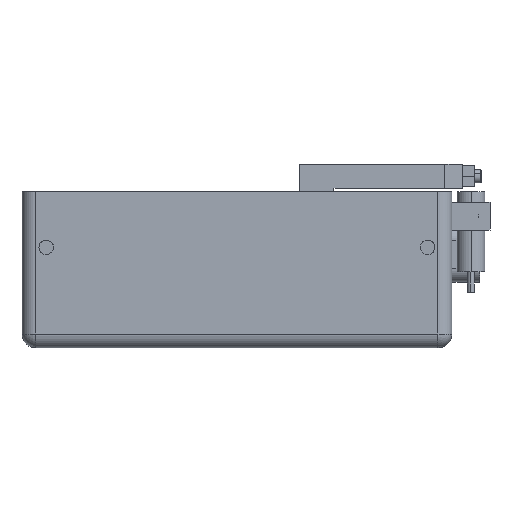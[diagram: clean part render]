
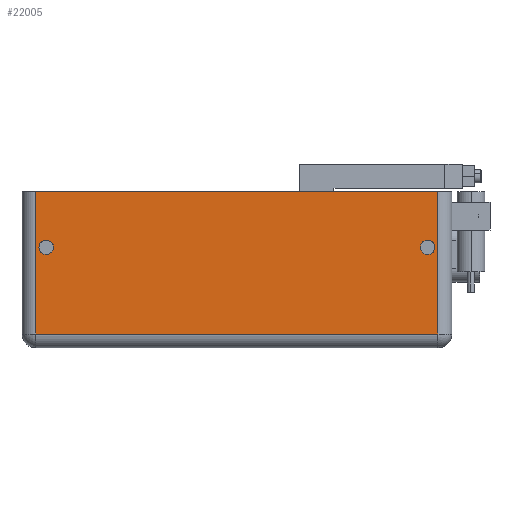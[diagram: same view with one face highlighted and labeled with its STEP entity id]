
A CAD part, left-side view. The second image highlights one B-rep face of the part: STEP entity #22005.
In plain terms, the highlighted planar face has unit normal (-1, 0, 0).
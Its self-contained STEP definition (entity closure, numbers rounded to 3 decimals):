
#796 = VERTEX_POINT ( 'NONE', #4415 ) ;
#1905 = CARTESIAN_POINT ( 'NONE',  ( -96.762, 55.748, 189. ) ) ;
#2127 = CARTESIAN_POINT ( 'NONE',  ( -96.762, -60.252, 189. ) ) ;
#2460 = EDGE_CURVE ( 'NONE', #18981, #16280, #23600, .T. ) ;
#2561 = ORIENTED_EDGE ( 'NONE', *, *, #12325, .F. ) ;
#2684 = ORIENTED_EDGE ( 'NONE', *, *, #2460, .F. ) ;
#3362 = ORIENTED_EDGE ( 'NONE', *, *, #32433, .F. ) ;
#3518 = LINE ( 'NONE', #18612, #24258 ) ;
#4415 = CARTESIAN_POINT ( 'NONE',  ( -96.762, -57.252, 170.9 ) ) ;
#5432 = EDGE_LOOP ( 'NONE', ( #3362, #2684 ) ) ;
#5572 = ORIENTED_EDGE ( 'NONE', *, *, #25688, .F. ) ;
#5670 = ORIENTED_EDGE ( 'NONE', *, *, #17254, .T. ) ;
#6184 = CARTESIAN_POINT ( 'NONE',  ( -96.762, -60.252, 189. ) ) ;
#6885 = DIRECTION ( 'NONE',  ( 0., 0., 1. ) ) ;
#7018 = DIRECTION ( 'NONE',  ( 0., 0., 1. ) ) ;
#7034 = DIRECTION ( 'NONE',  ( 0., 1., 0. ) ) ;
#7144 = PLANE ( 'NONE',  #32144 ) ;
#7288 = VERTEX_POINT ( 'NONE', #29827 ) ;
#7631 = EDGE_LOOP ( 'NONE', ( #21663, #5670, #17794, #18206 ) ) ;
#7942 = DIRECTION ( 'NONE',  ( 0., -1., 0. ) ) ;
#7954 = CIRCLE ( 'NONE', #12408, 2.1 ) ;
#8348 = VERTEX_POINT ( 'NONE', #26992 ) ;
#9066 = EDGE_LOOP ( 'NONE', ( #2561, #5572 ) ) ;
#9072 = CIRCLE ( 'NONE', #18999, 2.1 ) ;
#9164 = CARTESIAN_POINT ( 'NONE',  ( -96.762, 52.748, 173. ) ) ;
#9638 = DIRECTION ( 'NONE',  ( -1., 0., 0. ) ) ;
#11614 = VERTEX_POINT ( 'NONE', #2127 ) ;
#12271 = DIRECTION ( 'NONE',  ( 0., 0., 1. ) ) ;
#12325 = EDGE_CURVE ( 'NONE', #21157, #796, #30549, .T. ) ;
#12408 = AXIS2_PLACEMENT_3D ( 'NONE', #27811, #25211, #7018 ) ;
#12596 = EDGE_CURVE ( 'NONE', #7288, #11614, #33397, .T. ) ;
#13110 = DIRECTION ( 'NONE',  ( 0., 0., 1. ) ) ;
#14712 = CARTESIAN_POINT ( 'NONE',  ( -96.762, 52.748, 170.9 ) ) ;
#14907 = CARTESIAN_POINT ( 'NONE',  ( -96.762, -57.252, 173. ) ) ;
#15294 = CARTESIAN_POINT ( 'NONE',  ( -96.762, -57.252, 175.1 ) ) ;
#15393 = VERTEX_POINT ( 'NONE', #26764 ) ;
#15783 = EDGE_CURVE ( 'NONE', #11614, #8348, #32445, .T. ) ;
#16280 = VERTEX_POINT ( 'NONE', #22265 ) ;
#16438 = LINE ( 'NONE', #25787, #25772 ) ;
#16527 = AXIS2_PLACEMENT_3D ( 'NONE', #23239, #23350, #13110 ) ;
#17254 = EDGE_CURVE ( 'NONE', #15393, #8348, #3518, .T. ) ;
#17794 = ORIENTED_EDGE ( 'NONE', *, *, #15783, .F. ) ;
#18206 = ORIENTED_EDGE ( 'NONE', *, *, #12596, .F. ) ;
#18258 = FACE_BOUND ( 'NONE', #5432, .T. ) ;
#18612 = CARTESIAN_POINT ( 'NONE',  ( -96.762, -60.252, 148. ) ) ;
#18836 = DIRECTION ( 'NONE',  ( 0., -1., 0. ) ) ;
#18981 = VERTEX_POINT ( 'NONE', #14712 ) ;
#18999 = AXIS2_PLACEMENT_3D ( 'NONE', #9164, #19857, #6885 ) ;
#19857 = DIRECTION ( 'NONE',  ( -1., 0., 0. ) ) ;
#21157 = VERTEX_POINT ( 'NONE', #15294 ) ;
#21244 = DIRECTION ( 'NONE',  ( 0., 0., -1. ) ) ;
#21663 = ORIENTED_EDGE ( 'NONE', *, *, #32131, .T. ) ;
#22005 = ADVANCED_FACE ( 'NONE', ( #18258, #32029, #24351 ), #7144, .F. ) ;
#22265 = CARTESIAN_POINT ( 'NONE',  ( -96.762, 52.748, 175.1 ) ) ;
#23239 = CARTESIAN_POINT ( 'NONE',  ( -96.762, 52.748, 173. ) ) ;
#23350 = DIRECTION ( 'NONE',  ( -1., 0., 0. ) ) ;
#23600 = CIRCLE ( 'NONE', #16527, 2.1 ) ;
#24258 = VECTOR ( 'NONE', #18836, 1000. ) ;
#24351 = FACE_OUTER_BOUND ( 'NONE', #7631, .T. ) ;
#25116 = DIRECTION ( 'NONE',  ( 1., 0., 0. ) ) ;
#25211 = DIRECTION ( 'NONE',  ( -1., 0., 0. ) ) ;
#25688 = EDGE_CURVE ( 'NONE', #796, #21157, #7954, .T. ) ;
#25772 = VECTOR ( 'NONE', #21244, 1000. ) ;
#25787 = CARTESIAN_POINT ( 'NONE',  ( -96.762, 55.748, 189. ) ) ;
#26232 = CARTESIAN_POINT ( 'NONE',  ( -96.762, 55.748, 189. ) ) ;
#26764 = CARTESIAN_POINT ( 'NONE',  ( -96.762, 55.748, 148. ) ) ;
#26992 = CARTESIAN_POINT ( 'NONE',  ( -96.762, -60.252, 148. ) ) ;
#27811 = CARTESIAN_POINT ( 'NONE',  ( -96.762, -57.252, 173. ) ) ;
#28787 = VECTOR ( 'NONE', #32285, 1000. ) ;
#29827 = CARTESIAN_POINT ( 'NONE',  ( -96.762, 55.748, 189. ) ) ;
#30549 = CIRCLE ( 'NONE', #30666, 2.1 ) ;
#30666 = AXIS2_PLACEMENT_3D ( 'NONE', #14907, #9638, #12271 ) ;
#32029 = FACE_BOUND ( 'NONE', #9066, .T. ) ;
#32131 = EDGE_CURVE ( 'NONE', #7288, #15393, #16438, .T. ) ;
#32144 = AXIS2_PLACEMENT_3D ( 'NONE', #1905, #25116, #7034 ) ;
#32285 = DIRECTION ( 'NONE',  ( 0., 0., -1. ) ) ;
#32433 = EDGE_CURVE ( 'NONE', #16280, #18981, #9072, .T. ) ;
#32445 = LINE ( 'NONE', #6184, #28787 ) ;
#32574 = VECTOR ( 'NONE', #7942, 1000. ) ;
#33397 = LINE ( 'NONE', #26232, #32574 ) ;
